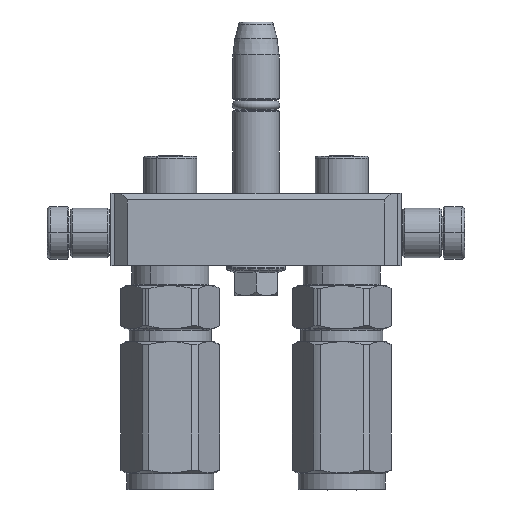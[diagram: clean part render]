
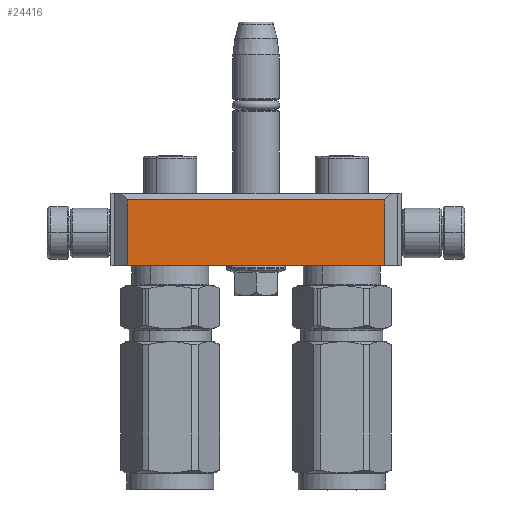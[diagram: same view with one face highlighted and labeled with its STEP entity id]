
A CAD part, left-side view. The second image highlights one B-rep face of the part: STEP entity #24416.
In plain terms, the highlighted planar face has unit normal (-1, 0, 0).
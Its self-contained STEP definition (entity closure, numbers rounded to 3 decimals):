
#399 = VECTOR ( 'NONE', #5944, 1000. ) ;
#1096 = ORIENTED_EDGE ( 'NONE', *, *, #33472, .T. ) ;
#3813 = VERTEX_POINT ( 'NONE', #42118 ) ;
#5944 = DIRECTION ( 'NONE',  ( 0., 0., -1. ) ) ;
#7136 = VERTEX_POINT ( 'NONE', #45358 ) ;
#8991 = VERTEX_POINT ( 'NONE', #37949 ) ;
#10582 = LINE ( 'NONE', #34471, #42608 ) ;
#11827 = DIRECTION ( 'NONE',  ( 0., 0., -1. ) ) ;
#12192 = CARTESIAN_POINT ( 'NONE',  ( -40., 44., 0. ) ) ;
#13121 = CARTESIAN_POINT ( 'NONE',  ( -40., -39., 22. ) ) ;
#13261 = DIRECTION ( 'NONE',  ( 0., -1., 0. ) ) ;
#13492 = LINE ( 'NONE', #33315, #39861 ) ;
#14929 = EDGE_CURVE ( 'NONE', #8991, #32487, #29057, .T. ) ;
#15263 = CARTESIAN_POINT ( 'NONE',  ( -40., 39., 22. ) ) ;
#18357 = VECTOR ( 'NONE', #40705, 1000. ) ;
#24121 = EDGE_LOOP ( 'NONE', ( #27091, #1096, #34268, #28529 ) ) ;
#24416 = ADVANCED_FACE ( 'NONE', ( #34887 ), #33672, .T. ) ;
#27091 = ORIENTED_EDGE ( 'NONE', *, *, #30328, .F. ) ;
#27747 = CARTESIAN_POINT ( 'NONE',  ( -40., -39., 2. ) ) ;
#28529 = ORIENTED_EDGE ( 'NONE', *, *, #14929, .F. ) ;
#29057 = LINE ( 'NONE', #13121, #399 ) ;
#30328 = EDGE_CURVE ( 'NONE', #7136, #8991, #34602, .T. ) ;
#31246 = AXIS2_PLACEMENT_3D ( 'NONE', #12192, #41682, #13261 ) ;
#32487 = VERTEX_POINT ( 'NONE', #27747 ) ;
#33315 = CARTESIAN_POINT ( 'NONE',  ( -40., 39., 22. ) ) ;
#33472 = EDGE_CURVE ( 'NONE', #7136, #3813, #13492, .T. ) ;
#33672 = PLANE ( 'NONE',  #31246 ) ;
#34268 = ORIENTED_EDGE ( 'NONE', *, *, #39656, .F. ) ;
#34471 = CARTESIAN_POINT ( 'NONE',  ( -40., -39., 2. ) ) ;
#34602 = LINE ( 'NONE', #15263, #18357 ) ;
#34887 = FACE_OUTER_BOUND ( 'NONE', #24121, .T. ) ;
#37949 = CARTESIAN_POINT ( 'NONE',  ( -40., -39., 22. ) ) ;
#38066 = DIRECTION ( 'NONE',  ( 0., 1., 0. ) ) ;
#39656 = EDGE_CURVE ( 'NONE', #32487, #3813, #10582, .T. ) ;
#39861 = VECTOR ( 'NONE', #11827, 1000. ) ;
#40705 = DIRECTION ( 'NONE',  ( 0., -1., 0. ) ) ;
#41682 = DIRECTION ( 'NONE',  ( -1., 0., 0. ) ) ;
#42118 = CARTESIAN_POINT ( 'NONE',  ( -40., 39., 2. ) ) ;
#42608 = VECTOR ( 'NONE', #38066, 1000. ) ;
#45358 = CARTESIAN_POINT ( 'NONE',  ( -40., 39., 22. ) ) ;
